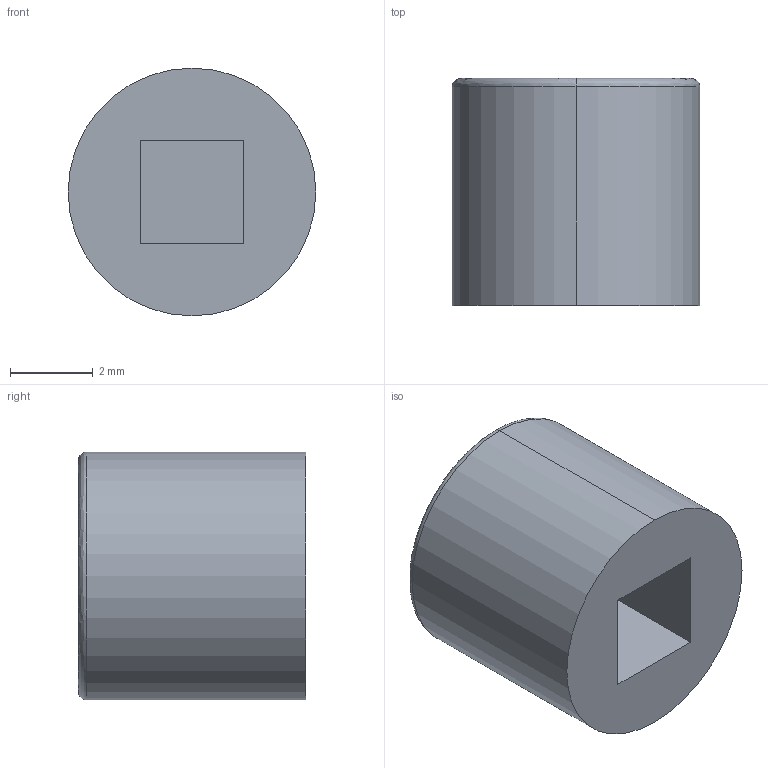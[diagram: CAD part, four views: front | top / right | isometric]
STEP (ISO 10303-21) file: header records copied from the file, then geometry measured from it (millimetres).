
FILE_DESCRIPTION (( 'STEP AP214' ), '1' );
FILE_NAME ('33421.STEP', '2018-08-22T10:50:33', ( '' ), ( '' ), 'SwSTEP 2.0', 'SolidWorks 2016', '' );
FILE_SCHEMA (( 'AUTOMOTIVE_DESIGN' ));
Length unit declared in the file: millimetre
Products named in the file (1): 33421
Bounding box: 6 x 5.5 x 6 mm (x, y, z)
Volume: 137.9 mm3; surface area: 186.6 mm2
Topology: 1 solids, 1 shells, 11 faces, 22 edges, 14 vertices
Faces by surface type: plane 7, bspline 2, cylinder 2
Entity records: 463 total; most frequent: CARTESIAN_POINT 84, DIRECTION 46, ORIENTED_EDGE 44, EDGE_CURVE 22, AXIS2_PLACEMENT_3D 16, LINE 14, UNCERTAINTY_MEASURE_WITH_UNIT 14, VECTOR 14
